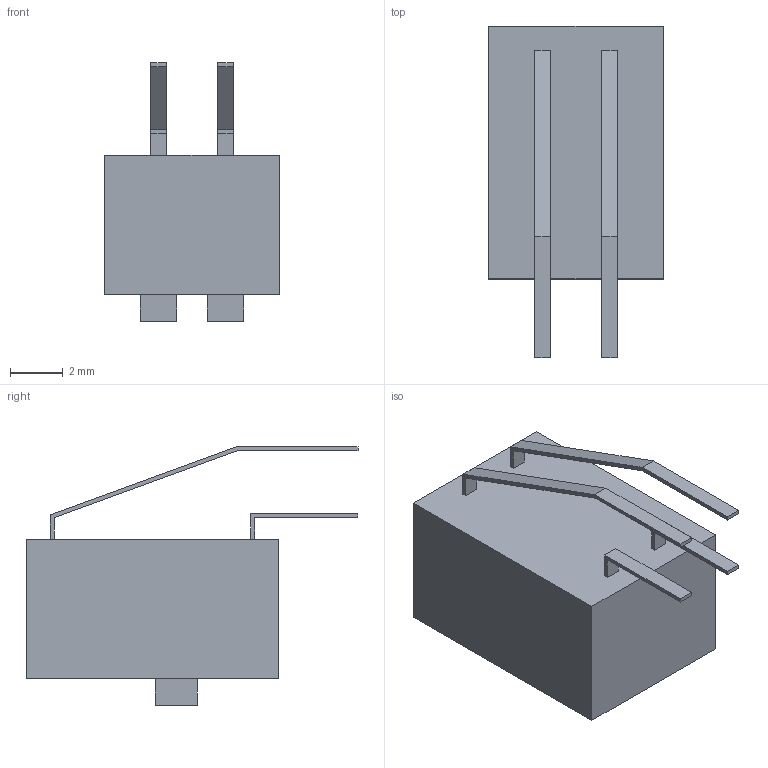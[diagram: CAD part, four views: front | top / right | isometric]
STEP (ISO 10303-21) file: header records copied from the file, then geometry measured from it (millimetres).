
FILE_DESCRIPTION (( 'STEP AP214' ), '1' );
FILE_NAME ('L-KLS7-DAT-02-R-0-0.STEP', '2024-01-26T12:45:50', ( '' ), ( '' ), 'SwSTEP 2.0', 'SolidWorks 2023', '' );
FILE_SCHEMA (( 'AUTOMOTIVE_DESIGN' ));
Length unit declared in the file: millimetre
Products named in the file (1): L-KLS7-DAT-02-R-0-0
Bounding box: 6.64 x 12.6 x 9.81 mm (x, y, z)
Volume: 342.7 mm3; surface area: 378.6 mm2
Topology: 3 solids, 3 shells, 60 faces, 144 edges, 96 vertices
Faces by surface type: plane 60
Entity records: 2409 total; most frequent: CARTESIAN_POINT 301, ORIENTED_EDGE 288, DIRECTION 266, LINE 144, EDGE_CURVE 144, VECTOR 144, VERTEX_POINT 96, EDGE_LOOP 66
